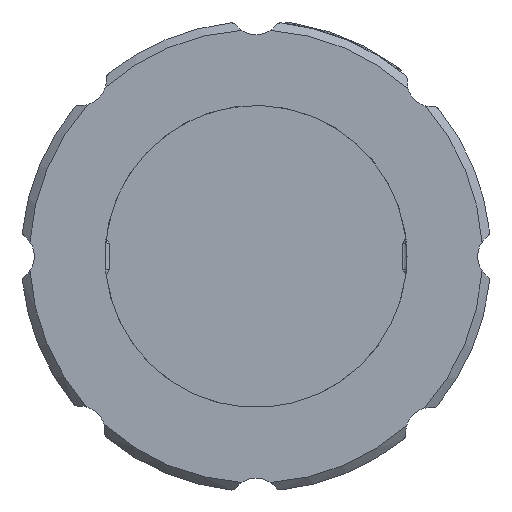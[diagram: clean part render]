
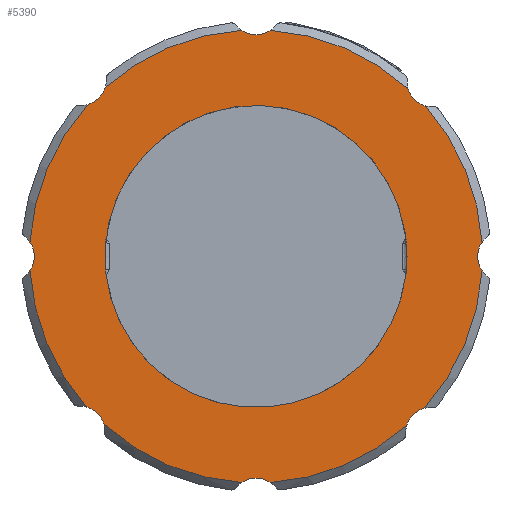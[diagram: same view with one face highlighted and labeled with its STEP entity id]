
A CAD part, front view. The second image highlights one B-rep face of the part: STEP entity #5390.
In plain terms, the highlighted planar face has unit normal (0, -1, 0).
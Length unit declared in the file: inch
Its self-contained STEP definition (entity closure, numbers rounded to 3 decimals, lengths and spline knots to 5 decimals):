
#1380=CARTESIAN_POINT('',(0.,-2.,0.));
#1381=DIRECTION('',(0.,-1.,0.));
#1382=DIRECTION('',(1.,0.,0.));
#1383=AXIS2_PLACEMENT_3D('',#1380,#1381,#1382);
#1430=CARTESIAN_POINT('',(0.,-2.,0.));
#1431=DIRECTION('',(0.,1.,0.));
#1432=DIRECTION('',(1.,0.,0.));
#1433=AXIS2_PLACEMENT_3D('',#1430,#1431,#1432);
#1451=CARTESIAN_POINT('',(0.,-2.,0.));
#1452=DIRECTION('',(0.,1.,0.));
#1453=DIRECTION('',(-0.063,0.,-0.998));
#1454=AXIS2_PLACEMENT_3D('',#1451,#1452,#1453);
#1456=CARTESIAN_POINT('',(0.,-2.,0.));
#1457=DIRECTION('',(0.,1.,0.));
#1458=DIRECTION('',(-0.747,0.,-0.665));
#1459=AXIS2_PLACEMENT_3D('',#1456,#1457,#1458);
#1461=CARTESIAN_POINT('',(0.,-2.,0.));
#1462=DIRECTION('',(0.,-1.,0.));
#1463=DIRECTION('',(-0.741,0.,0.671));
#1464=AXIS2_PLACEMENT_3D('',#1461,#1462,#1463);
#1466=CARTESIAN_POINT('',(0.,-2.,0.));
#1467=DIRECTION('',(0.,-1.,0.));
#1468=DIRECTION('',(-0.063,0.,0.998));
#1469=AXIS2_PLACEMENT_3D('',#1466,#1467,#1468);
#1471=CARTESIAN_POINT('',(0.,-2.,0.));
#1472=DIRECTION('',(0.,-1.,0.));
#1473=DIRECTION('',(0.671,0.,0.741));
#1474=AXIS2_PLACEMENT_3D('',#1471,#1472,#1473);
#1476=CARTESIAN_POINT('',(0.,-2.,0.));
#1477=DIRECTION('',(0.,-1.,0.));
#1478=DIRECTION('',(0.998,0.,0.063));
#1479=AXIS2_PLACEMENT_3D('',#1476,#1477,#1478);
#1481=CARTESIAN_POINT('',(0.,-2.,0.));
#1482=DIRECTION('',(0.,1.,0.));
#1483=DIRECTION('',(0.998,0.,-0.063));
#1484=AXIS2_PLACEMENT_3D('',#1481,#1482,#1483);
#1486=CARTESIAN_POINT('',(0.,-2.,0.));
#1487=DIRECTION('',(0.,1.,0.));
#1488=DIRECTION('',(0.665,0.,-0.747));
#1489=AXIS2_PLACEMENT_3D('',#1486,#1487,#1488);
#1514=CARTESIAN_POINT('',(0.,-2.,-3.67777));
#1515=DIRECTION('',(0.,1.,0.));
#1516=DIRECTION('',(-0.565,0.,0.825));
#1517=AXIS2_PLACEMENT_3D('',#1514,#1515,#1516);
#1595=CARTESIAN_POINT('',(2.60497,-2.,-2.62529));
#1596=DIRECTION('',(0.,1.,0.));
#1597=DIRECTION('',(-0.96,0.,0.281));
#1598=AXIS2_PLACEMENT_3D('',#1595,#1596,#1597);
#1703=CARTESIAN_POINT('',(3.67777,-2.,0.));
#1704=DIRECTION('',(0.,1.,0.));
#1705=DIRECTION('',(-0.825,0.,-0.565));
#1706=AXIS2_PLACEMENT_3D('',#1703,#1704,#1705);
#1896=CARTESIAN_POINT('',(2.62529,-2.,2.60497));
#1897=DIRECTION('',(0.,1.,0.));
#1898=DIRECTION('',(-0.281,0.,-0.96));
#1899=AXIS2_PLACEMENT_3D('',#1896,#1897,#1898);
#2094=CARTESIAN_POINT('',(0.,-2.,3.67777));
#2095=DIRECTION('',(0.,1.,0.));
#2096=DIRECTION('',(0.565,0.,-0.825));
#2097=AXIS2_PLACEMENT_3D('',#2094,#2095,#2096);
#2225=CARTESIAN_POINT('',(-2.60497,-2.,2.62529));
#2226=DIRECTION('',(0.,1.,0.));
#2227=DIRECTION('',(0.96,0.,-0.281));
#2228=AXIS2_PLACEMENT_3D('',#2225,#2226,#2227);
#2340=CARTESIAN_POINT('',(-3.67777,-2.,0.));
#2341=DIRECTION('',(0.,1.,0.));
#2342=DIRECTION('',(0.825,0.,0.565));
#2343=AXIS2_PLACEMENT_3D('',#2340,#2341,#2342);
#2424=CARTESIAN_POINT('',(-2.62529,-2.,-2.60497));
#2425=DIRECTION('',(0.,1.,0.));
#2426=DIRECTION('',(0.281,0.,0.96));
#2427=AXIS2_PLACEMENT_3D('',#2424,#2425,#2426);
#4687=CARTESIAN_POINT('',(2.25,-2.,0.));
#4688=CARTESIAN_POINT('',(2.23344,-2.,-0.27251));
#4689=VERTEX_POINT('',#4687);
#4690=VERTEX_POINT('',#4688);
#4703=CARTESIAN_POINT('',(-0.21185,-2.,-3.36834));
#4704=CARTESIAN_POINT('',(0.21185,-2.,-3.36834));
#4705=VERTEX_POINT('',#4703);
#4706=VERTEX_POINT('',#4704);
#4711=CARTESIAN_POINT('',(2.24506,-2.,-2.51999));
#4712=CARTESIAN_POINT('',(2.50246,-2.,-2.26458));
#4713=VERTEX_POINT('',#4711);
#4714=VERTEX_POINT('',#4712);
#4719=CARTESIAN_POINT('',(3.36834,-2.,-0.21185));
#4720=CARTESIAN_POINT('',(3.36834,-2.,0.21185));
#4721=VERTEX_POINT('',#4719);
#4722=VERTEX_POINT('',#4720);
#4727=CARTESIAN_POINT('',(2.51999,-2.,2.24506));
#4728=CARTESIAN_POINT('',(2.26458,-2.,2.50246));
#4729=VERTEX_POINT('',#4727);
#4730=VERTEX_POINT('',#4728);
#4735=CARTESIAN_POINT('',(0.21185,-2.,3.36834));
#4736=CARTESIAN_POINT('',(-0.21185,-2.,3.36834));
#4737=VERTEX_POINT('',#4735);
#4738=VERTEX_POINT('',#4736);
#4743=CARTESIAN_POINT('',(-2.24506,-2.,2.51999));
#4744=CARTESIAN_POINT('',(-2.50246,-2.,2.26458));
#4745=VERTEX_POINT('',#4743);
#4746=VERTEX_POINT('',#4744);
#4751=CARTESIAN_POINT('',(-3.36834,-2.,0.21185));
#4752=CARTESIAN_POINT('',(-3.36834,-2.,-0.21185));
#4753=VERTEX_POINT('',#4751);
#4754=VERTEX_POINT('',#4752);
#4759=CARTESIAN_POINT('',(-2.51999,-2.,-2.24506));
#4760=CARTESIAN_POINT('',(-2.26458,-2.,-2.50246));
#4761=VERTEX_POINT('',#4759);
#4762=VERTEX_POINT('',#4760);
#5347=CARTESIAN_POINT('',(0.,-2.,0.));
#5348=DIRECTION('',(0.,1.,0.));
#5349=DIRECTION('',(1.,0.,0.));
#5350=AXIS2_PLACEMENT_3D('',#5347,#5348,#5349);
#5351=PLANE('',#5350);
#5353=ORIENTED_EDGE('',*,*,#5352,.F.);
#5355=ORIENTED_EDGE('',*,*,#5354,.T.);
#5357=ORIENTED_EDGE('',*,*,#5356,.F.);
#5359=ORIENTED_EDGE('',*,*,#5358,.T.);
#5361=ORIENTED_EDGE('',*,*,#5360,.F.);
#5363=ORIENTED_EDGE('',*,*,#5362,.F.);
#5365=ORIENTED_EDGE('',*,*,#5364,.F.);
#5367=ORIENTED_EDGE('',*,*,#5366,.F.);
#5369=ORIENTED_EDGE('',*,*,#5368,.F.);
#5371=ORIENTED_EDGE('',*,*,#5370,.F.);
#5373=ORIENTED_EDGE('',*,*,#5372,.F.);
#5375=ORIENTED_EDGE('',*,*,#5374,.F.);
#5377=ORIENTED_EDGE('',*,*,#5376,.F.);
#5379=ORIENTED_EDGE('',*,*,#5378,.T.);
#5381=ORIENTED_EDGE('',*,*,#5380,.F.);
#5383=ORIENTED_EDGE('',*,*,#5382,.T.);
#5384=EDGE_LOOP('',(#5353,#5355,#5357,#5359,#5361,#5363,#5365,#5367,#5369,#5371,
#5373,#5375,#5377,#5379,#5381,#5383));
#5385=FACE_OUTER_BOUND('',#5384,.F.);
#5386=ORIENTED_EDGE('',*,*,#5184,.T.);
#5387=ORIENTED_EDGE('',*,*,#5337,.F.);
#5388=EDGE_LOOP('',(#5386,#5387));
#5389=FACE_BOUND('',#5388,.F.);
#1384=CIRCLE('',#1383,2.25);
#1434=CIRCLE('',#1433,2.25);
#1455=CIRCLE('',#1454,3.375);
#1460=CIRCLE('',#1459,3.375);
#1465=CIRCLE('',#1464,3.375);
#1470=CIRCLE('',#1469,3.375);
#1475=CIRCLE('',#1474,3.375);
#1480=CIRCLE('',#1479,3.375);
#1485=CIRCLE('',#1484,3.375);
#1490=CIRCLE('',#1489,3.375);
#1518=CIRCLE('',#1517,0.375);
#1599=CIRCLE('',#1598,0.375);
#1707=CIRCLE('',#1706,0.375);
#1900=CIRCLE('',#1899,0.375);
#2098=CIRCLE('',#2097,0.375);
#2229=CIRCLE('',#2228,0.375);
#2344=CIRCLE('',#2343,0.375);
#2428=CIRCLE('',#2427,0.375);
#5184=EDGE_CURVE('',#4689,#4690,#1384,.T.);
#5337=EDGE_CURVE('',#4689,#4690,#1434,.T.);
#5352=EDGE_CURVE('',#4705,#4706,#1518,.T.);
#5354=EDGE_CURVE('',#4705,#4762,#1455,.T.);
#5356=EDGE_CURVE('',#4761,#4762,#2428,.T.);
#5358=EDGE_CURVE('',#4761,#4754,#1460,.T.);
#5360=EDGE_CURVE('',#4753,#4754,#2344,.T.);
#5362=EDGE_CURVE('',#4746,#4753,#1465,.T.);
#5364=EDGE_CURVE('',#4745,#4746,#2229,.T.);
#5366=EDGE_CURVE('',#4738,#4745,#1470,.T.);
#5368=EDGE_CURVE('',#4737,#4738,#2098,.T.);
#5370=EDGE_CURVE('',#4730,#4737,#1475,.T.);
#5372=EDGE_CURVE('',#4729,#4730,#1900,.T.);
#5374=EDGE_CURVE('',#4722,#4729,#1480,.T.);
#5376=EDGE_CURVE('',#4721,#4722,#1707,.T.);
#5378=EDGE_CURVE('',#4721,#4714,#1485,.T.);
#5380=EDGE_CURVE('',#4713,#4714,#1599,.T.);
#5382=EDGE_CURVE('',#4713,#4706,#1490,.T.);
#5390=ADVANCED_FACE('',(#5385,#5389),#5351,.F.);
